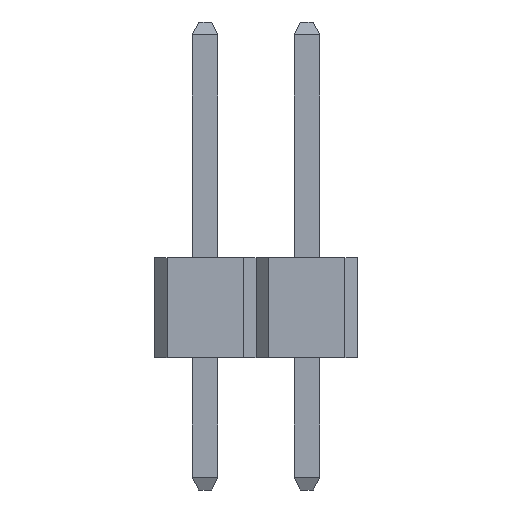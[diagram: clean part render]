
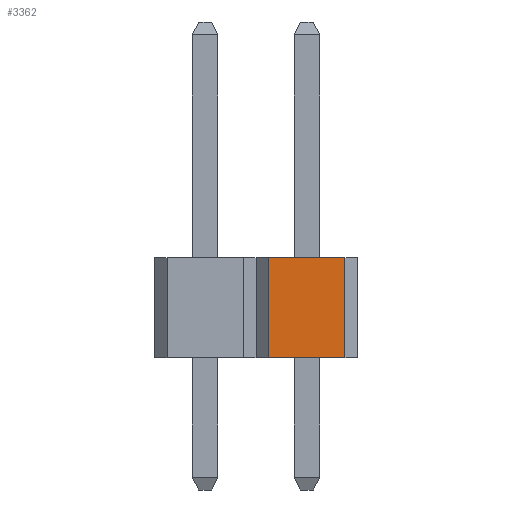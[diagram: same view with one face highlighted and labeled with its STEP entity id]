
A CAD part, left-side view. The second image highlights one B-rep face of the part: STEP entity #3362.
In plain terms, the highlighted planar face has unit normal (-1, 0, 0).
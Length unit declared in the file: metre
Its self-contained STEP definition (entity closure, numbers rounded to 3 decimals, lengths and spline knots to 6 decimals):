
#612=ORIENTED_EDGE('',*,*,#1236,.T.);
#613=ORIENTED_EDGE('',*,*,#1237,.T.);
#614=ORIENTED_EDGE('',*,*,#1238,.F.);
#615=ORIENTED_EDGE('',*,*,#1239,.T.);
#1236=EDGE_CURVE('',#1576,#1577,#1968,.T.);
#1237=EDGE_CURVE('',#1577,#1578,#1969,.T.);
#1238=EDGE_CURVE('',#1579,#1578,#1970,.T.);
#1239=EDGE_CURVE('',#1579,#1576,#1971,.T.);
#1576=VERTEX_POINT('',#5344);
#1577=VERTEX_POINT('',#5345);
#1578=VERTEX_POINT('',#5347);
#1579=VERTEX_POINT('',#5349);
#1968=LINE('',#5343,#2420);
#1969=LINE('',#5346,#2421);
#1970=LINE('',#5348,#2422);
#1971=LINE('',#5350,#2423);
#2420=VECTOR('',#4433,1.);
#2421=VECTOR('',#4434,1.);
#2422=VECTOR('',#4435,1.);
#2423=VECTOR('',#4436,1.);
#2732=EDGE_LOOP('',(#612,#613,#614,#615));
#2944=FACE_BOUND('',#2732,.T.);
#3156=PLANE('',#3773);
#3362=ADVANCED_FACE('',(#2944),#3156,.F.);
#3773=AXIS2_PLACEMENT_3D('',#5342,#4431,#4432);
#4431=DIRECTION('',(1.,0.,0.));
#4432=DIRECTION('',(0.,0.,-1.));
#4433=DIRECTION('',(0.,-1.,0.));
#4434=DIRECTION('',(0.,0.,1.));
#4435=DIRECTION('',(0.,-1.,0.));
#4436=DIRECTION('',(0.,0.,-1.));
#5342=CARTESIAN_POINT('',(-0.00127,0.,0.0025));
#5343=CARTESIAN_POINT('',(-0.00127,0.,0.));
#5344=CARTESIAN_POINT('',(-0.00127,0.00095,0.));
#5345=CARTESIAN_POINT('',(-0.00127,-0.00095,0.));
#5346=CARTESIAN_POINT('',(-0.00127,-0.00095,0.0025));
#5347=CARTESIAN_POINT('',(-0.00127,-0.00095,0.0025));
#5348=CARTESIAN_POINT('',(-0.00127,0.,0.0025));
#5349=CARTESIAN_POINT('',(-0.00127,0.00095,0.0025));
#5350=CARTESIAN_POINT('',(-0.00127,0.00095,0.));
